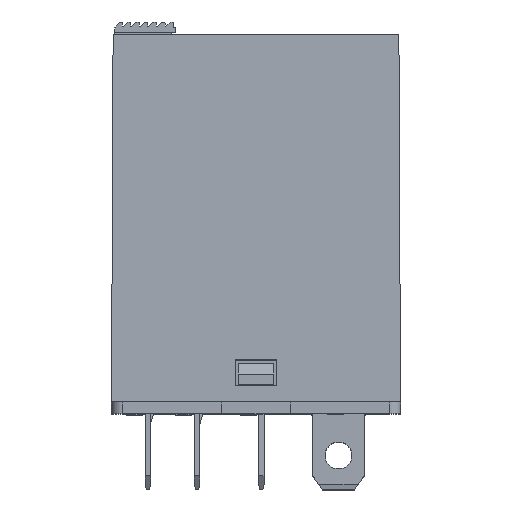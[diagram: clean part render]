
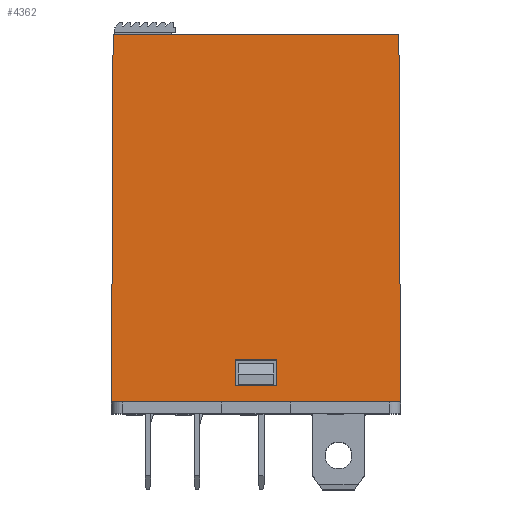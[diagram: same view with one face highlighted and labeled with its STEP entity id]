
A CAD part, top view. The second image highlights one B-rep face of the part: STEP entity #4362.
In plain terms, the highlighted planar face has unit normal (0, 0.004, 1).
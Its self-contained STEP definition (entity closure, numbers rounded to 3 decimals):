
#4362=ADVANCED_FACE('',(#11954,#11956),#11958,.T.);
#11954=FACE_BOUND('',#11955,.T.);
#11955=EDGE_LOOP('',(#16416,#16417,#16418,#16419));
#11956=FACE_BOUND('',#11957,.T.);
#11957=EDGE_LOOP('',(#16420,#16421,#16422,#16423));
#11958=PLANE('',#11959);
#11959=AXIS2_PLACEMENT_3D('',#11960,#11961,#11962);
#11960=CARTESIAN_POINT('',(-13.5,0.,10.5));
#11961=DIRECTION('',(0.,0.004,1.));
#11962=DIRECTION('',(0.,-1.,0.004));
#16416=ORIENTED_EDGE('',*,*,#19084,.F.);
#16417=ORIENTED_EDGE('',*,*,#18919,.F.);
#16418=ORIENTED_EDGE('',*,*,#18966,.T.);
#16419=ORIENTED_EDGE('',*,*,#19092,.T.);
#16420=ORIENTED_EDGE('',*,*,#19093,.T.);
#16421=ORIENTED_EDGE('',*,*,#19094,.T.);
#16422=ORIENTED_EDGE('',*,*,#19095,.T.);
#16423=ORIENTED_EDGE('',*,*,#19096,.T.);
#18919=EDGE_CURVE('',#21512,#21514,#21515,.T.);
#18966=EDGE_CURVE('',#21512,#21603,#21605,.T.);
#19084=EDGE_CURVE('',#21514,#21817,#21818,.T.);
#19092=EDGE_CURVE('',#21603,#21817,#21831,.T.);
#19093=EDGE_CURVE('',#21832,#21833,#21834,.T.);
#19094=EDGE_CURVE('',#21833,#21835,#21836,.T.);
#19095=EDGE_CURVE('',#21835,#21837,#21838,.T.);
#19096=EDGE_CURVE('',#21837,#21832,#21839,.T.);
#21512=VERTEX_POINT('',#29725);
#21514=VERTEX_POINT('',#29729);
#21515=LINE('',#29730,#29731);
#21603=VERTEX_POINT('',#29913);
#21605=LINE('',#29917,#29918);
#21817=VERTEX_POINT('',#30383);
#21818=LINE('',#30384,#30385);
#21831=LINE('',#30416,#30417);
#21832=VERTEX_POINT('',#30419);
#21833=VERTEX_POINT('',#30420);
#21834=LINE('',#30421,#30422);
#21835=VERTEX_POINT('',#30424);
#21836=LINE('',#30425,#30426);
#21837=VERTEX_POINT('',#30428);
#21838=LINE('',#30429,#30430);
#21839=LINE('',#30432,#30433);
#29725=CARTESIAN_POINT('',(-13.35,34.3,10.35));
#29729=CARTESIAN_POINT('',(13.35,34.3,10.35));
#29730=CARTESIAN_POINT('',(-13.35,34.3,10.35));
#29731=VECTOR('',#29732,1.);
#29732=DIRECTION('',(1.,0.,0.));
#29913=CARTESIAN_POINT('',(-13.5,0.,10.5));
#29917=CARTESIAN_POINT('',(-13.35,34.3,10.35));
#29918=VECTOR('',#29919,1.);
#29919=DIRECTION('',(-0.004,-1.,0.004));
#30383=CARTESIAN_POINT('',(13.5,0.,10.5));
#30384=CARTESIAN_POINT('',(13.35,34.3,10.35));
#30385=VECTOR('',#30386,1.);
#30386=DIRECTION('',(0.004,-1.,0.004));
#30416=CARTESIAN_POINT('',(-13.5,0.,10.5));
#30417=VECTOR('',#30418,1.);
#30418=DIRECTION('',(1.,0.,0.));
#30419=CARTESIAN_POINT('',(-1.95,1.5,10.493));
#30420=CARTESIAN_POINT('',(-1.95,4.,10.483));
#30421=CARTESIAN_POINT('',(-1.95,1.5,10.493));
#30422=VECTOR('',#30423,1.);
#30423=DIRECTION('',(0.,1.,-0.004));
#30424=CARTESIAN_POINT('',(1.95,4.,10.483));
#30425=CARTESIAN_POINT('',(-1.95,4.,10.483));
#30426=VECTOR('',#30427,1.);
#30427=DIRECTION('',(1.,0.,0.));
#30428=CARTESIAN_POINT('',(1.95,1.5,10.493));
#30429=CARTESIAN_POINT('',(1.95,4.,10.483));
#30430=VECTOR('',#30431,1.);
#30431=DIRECTION('',(0.,-1.,0.004));
#30432=CARTESIAN_POINT('',(1.95,1.5,10.493));
#30433=VECTOR('',#30434,1.);
#30434=DIRECTION('',(-1.,0.,0.));
